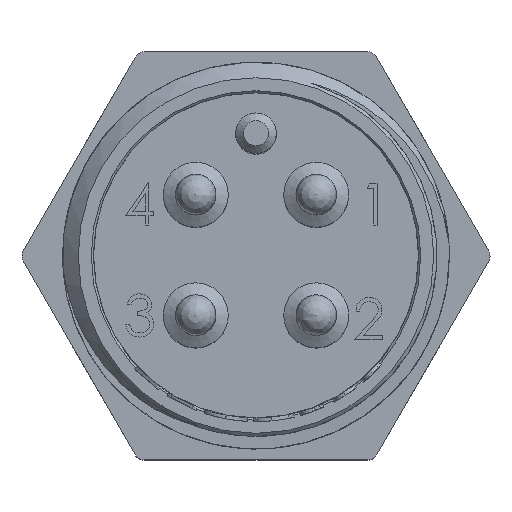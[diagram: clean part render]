
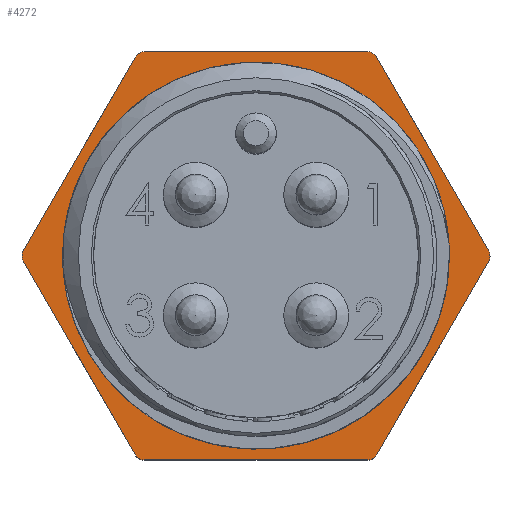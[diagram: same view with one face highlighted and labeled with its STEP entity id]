
A CAD part, top view. The second image highlights one B-rep face of the part: STEP entity #4272.
In plain terms, the highlighted planar face has unit normal (0, 0, 1).
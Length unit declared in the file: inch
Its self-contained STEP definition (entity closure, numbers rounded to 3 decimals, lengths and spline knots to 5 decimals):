
#115=PLANE($,#4643);
#237=LINE($,#6359,#476);
#239=LINE($,#6363,#478);
#242=LINE($,#6369,#481);
#245=LINE($,#6375,#484);
#248=LINE($,#6381,#487);
#250=LINE($,#6386,#489);
#476=VECTOR($,#5120,0.43013);
#478=VECTOR($,#5124,0.43013);
#481=VECTOR($,#5129,0.43013);
#484=VECTOR($,#5134,0.43013);
#487=VECTOR($,#5139,0.43013);
#489=VECTOR($,#5143,0.43013);
#1007=FACE_BOUND($,#1464,.T.);
#1125=FACE_OUTER_BOUND($,#1463,.T.);
#1463=EDGE_LOOP($,(#3108,#3109,#3110,#3111,#3112,#3113,#3114,#3115,#3116,
#3117,#3118,#3119));
#1464=EDGE_LOOP($,(#3120));
#1745=CIRCLE($,#4526,0.02);
#1767=CIRCLE($,#4559,0.363);
#1803=CIRCLE($,#4644,0.02);
#1804=CIRCLE($,#4645,0.02);
#1805=CIRCLE($,#4646,0.02);
#1806=CIRCLE($,#4647,0.02);
#1807=CIRCLE($,#4648,0.02);
#1908=VERTEX_POINT($,#5899);
#1909=VERTEX_POINT($,#5901);
#1931=VERTEX_POINT($,#5957);
#1996=VERTEX_POINT($,#6358);
#1997=VERTEX_POINT($,#6362);
#1998=VERTEX_POINT($,#6366);
#1999=VERTEX_POINT($,#6368);
#2000=VERTEX_POINT($,#6372);
#2001=VERTEX_POINT($,#6374);
#2002=VERTEX_POINT($,#6378);
#2003=VERTEX_POINT($,#6380);
#2004=VERTEX_POINT($,#6384);
#2005=VERTEX_POINT($,#6385);
#2344=EDGE_CURVE($,#1909,#1908,#1745,.T.);
#2367=EDGE_CURVE($,#1931,#1931,#1767,.T.);
#2437=EDGE_CURVE($,#1908,#1996,#237,.T.);
#2439=EDGE_CURVE($,#1997,#1909,#239,.T.);
#2442=EDGE_CURVE($,#1999,#1998,#242,.T.);
#2445=EDGE_CURVE($,#2001,#2000,#245,.T.);
#2448=EDGE_CURVE($,#2003,#2002,#248,.T.);
#2450=EDGE_CURVE($,#2004,#2005,#250,.T.);
#2453=EDGE_CURVE($,#1996,#2004,#1803,.T.);
#2454=EDGE_CURVE($,#2005,#2003,#1804,.T.);
#2455=EDGE_CURVE($,#2002,#2001,#1805,.T.);
#2456=EDGE_CURVE($,#2000,#1999,#1806,.T.);
#2457=EDGE_CURVE($,#1998,#1997,#1807,.T.);
#3108=ORIENTED_EDGE($,*,*,#2439,.T.);
#3109=ORIENTED_EDGE($,*,*,#2344,.T.);
#3110=ORIENTED_EDGE($,*,*,#2437,.T.);
#3111=ORIENTED_EDGE($,*,*,#2453,.T.);
#3112=ORIENTED_EDGE($,*,*,#2450,.T.);
#3113=ORIENTED_EDGE($,*,*,#2454,.T.);
#3114=ORIENTED_EDGE($,*,*,#2448,.T.);
#3115=ORIENTED_EDGE($,*,*,#2455,.T.);
#3116=ORIENTED_EDGE($,*,*,#2445,.T.);
#3117=ORIENTED_EDGE($,*,*,#2456,.T.);
#3118=ORIENTED_EDGE($,*,*,#2442,.T.);
#3119=ORIENTED_EDGE($,*,*,#2457,.T.);
#3120=ORIENTED_EDGE($,*,*,#2367,.T.);
#4272=ADVANCED_FACE($,(#1125,#1007),#115,.T.);
#4526=AXIS2_PLACEMENT_3D($,#5902,#4909,#4910);
#4559=AXIS2_PLACEMENT_3D($,#5958,#4976,#4977);
#4643=AXIS2_PLACEMENT_3D($,#6396,#5160,#5161);
#4644=AXIS2_PLACEMENT_3D($,#6397,#5162,#5163);
#4645=AXIS2_PLACEMENT_3D($,#6398,#5164,#5165);
#4646=AXIS2_PLACEMENT_3D($,#6399,#5166,#5167);
#4647=AXIS2_PLACEMENT_3D($,#6400,#5168,#5169);
#4648=AXIS2_PLACEMENT_3D($,#6401,#5170,#5171);
#4909=DIRECTION('center_axis',(0.,0.,1.));
#4910=DIRECTION('ref_axis',(1.,0.,0.));
#4976=DIRECTION('center_axis',(0.,0.,-1.));
#4977=DIRECTION('ref_axis',(1.,0.,0.));
#5120=DIRECTION($,(-0.5,0.866,0.));
#5124=DIRECTION($,(0.5,0.866,0.));
#5129=DIRECTION($,(1.,0.,0.));
#5134=DIRECTION($,(0.5,-0.866,0.));
#5139=DIRECTION($,(-0.5,-0.866,0.));
#5143=DIRECTION($,(-1.,0.,0.));
#5160=DIRECTION('center_axis',(0.,0.,1.));
#5161=DIRECTION('ref_axis',(1.,0.,0.));
#5162=DIRECTION('center_axis',(0.,0.,1.));
#5163=DIRECTION('ref_axis',(1.,0.,0.));
#5164=DIRECTION('center_axis',(0.,0.,1.));
#5165=DIRECTION('ref_axis',(1.,0.,0.));
#5166=DIRECTION('center_axis',(0.,0.,1.));
#5167=DIRECTION('ref_axis',(1.,0.,0.));
#5168=DIRECTION('center_axis',(0.,0.,1.));
#5169=DIRECTION('ref_axis',(1.,0.,0.));
#5170=DIRECTION('center_axis',(0.,0.,1.));
#5171=DIRECTION('ref_axis',(1.,0.,0.));
#5899=CARTESIAN_POINT('',(0.44745,0.01,-0.375));
#5901=CARTESIAN_POINT('',(0.44745,-0.01,-0.375));
#5902=CARTESIAN_POINT('Origin',(0.43013,0.,
-0.375));
#5957=CARTESIAN_POINT('',(0.363,0.,-0.375));
#5958=CARTESIAN_POINT('Origin',(0.,0.,
-0.375));
#6358=CARTESIAN_POINT('',(0.23238,0.3825,-0.375));
#6359=CARTESIAN_POINT($,(0.45322,0.,-0.375));
#6362=CARTESIAN_POINT('',(0.23238,-0.3825,-0.375));
#6363=CARTESIAN_POINT($,(0.22661,-0.3925,-0.375));
#6366=CARTESIAN_POINT('',(0.21506,-0.3925,-0.375));
#6368=CARTESIAN_POINT('',(-0.21506,-0.3925,-0.375));
#6369=CARTESIAN_POINT($,(-0.22661,-0.3925,-0.375));
#6372=CARTESIAN_POINT('',(-0.23238,-0.3825,-0.375));
#6374=CARTESIAN_POINT('',(-0.44745,-0.01,-0.375));
#6375=CARTESIAN_POINT($,(-0.45322,0.,-0.375));
#6378=CARTESIAN_POINT('',(-0.44745,0.01,-0.375));
#6380=CARTESIAN_POINT('',(-0.23238,0.3825,-0.375));
#6381=CARTESIAN_POINT($,(-0.22661,0.3925,-0.375));
#6384=CARTESIAN_POINT('',(0.21506,0.3925,-0.375));
#6385=CARTESIAN_POINT('',(-0.21506,0.3925,-0.375));
#6386=CARTESIAN_POINT($,(0.22661,0.3925,-0.375));
#6396=CARTESIAN_POINT('Origin',(0.,0.,-0.375));
#6397=CARTESIAN_POINT('Origin',(0.21506,0.3725,-0.375));
#6398=CARTESIAN_POINT('Origin',(-0.21506,0.3725,-0.375));
#6399=CARTESIAN_POINT('Origin',(-0.43013,0.,
-0.375));
#6400=CARTESIAN_POINT('Origin',(-0.21506,-0.3725,-0.375));
#6401=CARTESIAN_POINT('Origin',(0.21506,-0.3725,-0.375));
